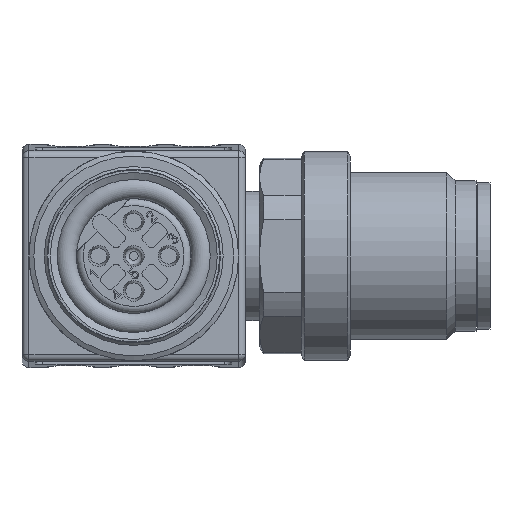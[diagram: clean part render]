
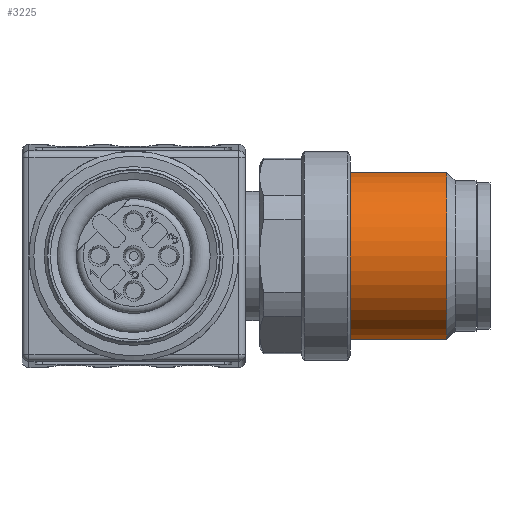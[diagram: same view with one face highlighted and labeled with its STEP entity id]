
A CAD part, front view. The second image highlights one B-rep face of the part: STEP entity #3225.
In plain terms, the highlighted cylindrical face has radius 6 mm (diameter 12 mm), a full revolution.
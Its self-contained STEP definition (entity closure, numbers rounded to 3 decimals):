
#3225=ADVANCED_FACE('',(#3716,#3717),#3511,.T.);
#3511=CYLINDRICAL_SURFACE('',#10820,6.);
#3716=FACE_BOUND('',#4301,.T.);
#3717=FACE_BOUND('',#4302,.T.);
#4301=EDGE_LOOP('',(#6693));
#4302=EDGE_LOOP('',(#6694));
#6693=ORIENTED_EDGE('',*,*,#9422,.T.);
#6694=ORIENTED_EDGE('',*,*,#9421,.F.);
#8103=VERTEX_POINT('',#18984);
#8104=VERTEX_POINT('',#18987);
#9421=EDGE_CURVE('',#8103,#8103,#10042,.T.);
#9422=EDGE_CURVE('',#8104,#8104,#10043,.T.);
#10042=CIRCLE('',#10817,6.);
#10043=CIRCLE('',#10819,6.);
#10817=AXIS2_PLACEMENT_3D('',#18983,#12913,#12914);
#10819=AXIS2_PLACEMENT_3D('',#18986,#12917,#12918);
#10820=AXIS2_PLACEMENT_3D('',#18988,#12919,#12920);
#12913=DIRECTION('',(1.,0.,0.));
#12914=DIRECTION('',(0.,1.,0.));
#12917=DIRECTION('',(1.,0.,0.));
#12918=DIRECTION('',(0.,1.,0.));
#12919=DIRECTION('',(-1.,0.,0.));
#12920=DIRECTION('',(0.,1.,0.));
#18983=CARTESIAN_POINT('',(155.151,85.65,0.));
#18984=CARTESIAN_POINT('',(155.151,91.65,0.));
#18986=CARTESIAN_POINT('',(148.251,85.65,0.));
#18987=CARTESIAN_POINT('',(148.251,91.65,0.));
#18988=CARTESIAN_POINT('',(142.151,85.65,0.));
